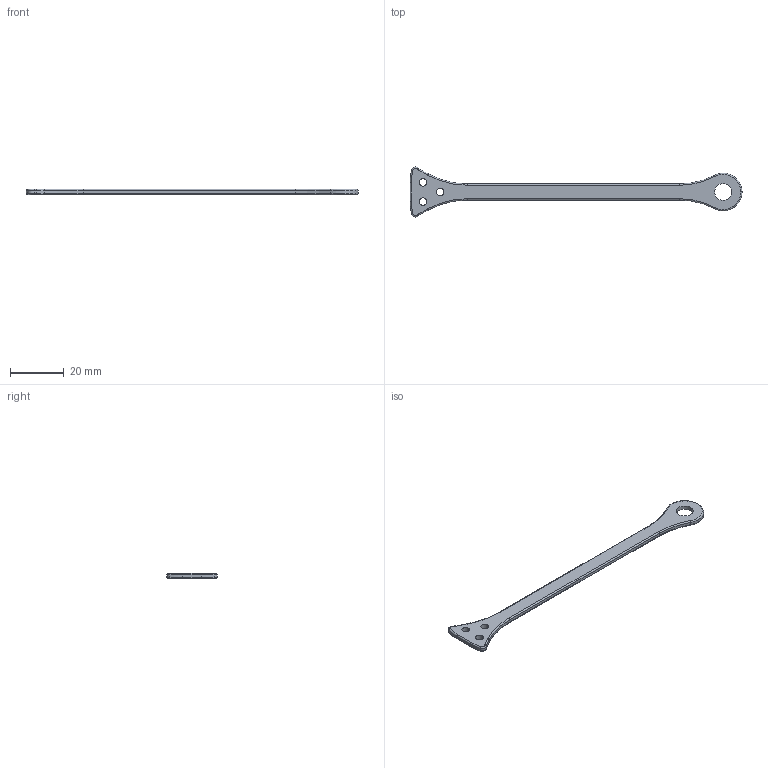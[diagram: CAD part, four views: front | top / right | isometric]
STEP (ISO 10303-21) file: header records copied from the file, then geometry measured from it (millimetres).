
FILE_DESCRIPTION (( 'STEP AP214' ), '1' );
FILE_NAME ('7_RTK毞盄盓殤_2mm_2跺.STEP', '2024-06-12T07:31:46', ( '' ), ( '' ), 'SwSTEP 2.0', 'SolidWorks 2021', '' );
FILE_SCHEMA (( 'AUTOMOTIVE_DESIGN' ));
Length unit declared in the file: millimetre
Products named in the file (1): 7_RTK毞盄盓殤_2mm_2跺
Bounding box: 123.2 x 18.56 x 2 mm (x, y, z)
Volume: 1716.5 mm3; surface area: 2288.2 mm2
Topology: 1 solids, 1 shells, 67 faces, 160 edges, 96 vertices
Faces by surface type: cylinder 29, torus 24, plane 14
Entity records: 2006 total; most frequent: DIRECTION 394, CARTESIAN_POINT 324, ORIENTED_EDGE 320, AXIS2_PLACEMENT_3D 166, EDGE_CURVE 160, CIRCLE 98, VERTEX_POINT 96, EDGE_LOOP 76
